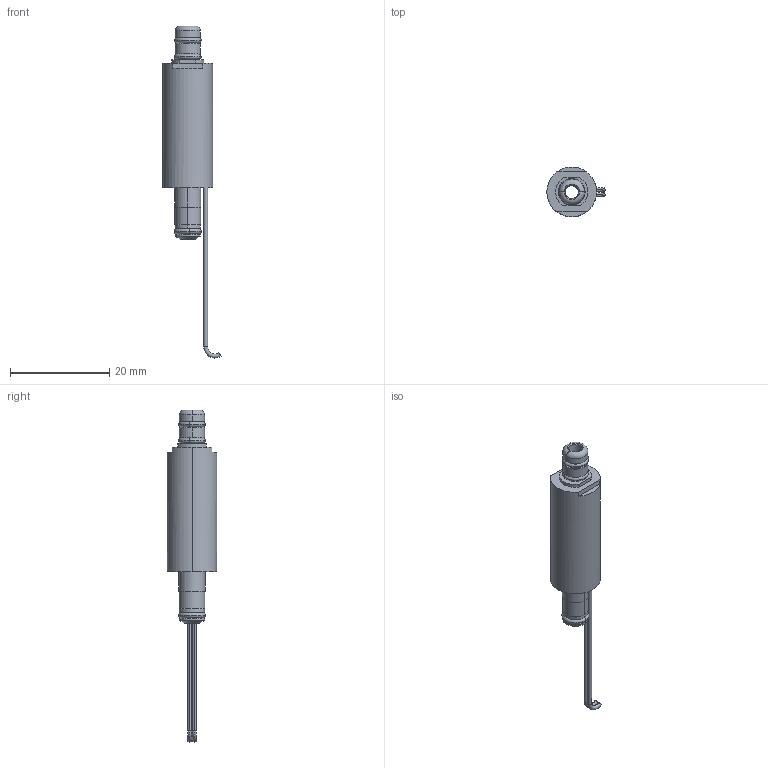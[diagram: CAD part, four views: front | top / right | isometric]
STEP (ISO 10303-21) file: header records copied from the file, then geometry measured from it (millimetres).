
FILE_DESCRIPTION (( 'STEP AP214' ), '1' );
FILE_NAME ('Axialventil_WK.STEP', '2016-04-25T12:27:00', ( 'Hermann' ), ( '' ), 'SwSTEP 2.0', 'SolidWorks 2016', '' );
FILE_SCHEMA (( 'AUTOMOTIVE_DESIGN' ));
Length unit declared in the file: millimetre
Products named in the file (1): Axialventil_WK
Bounding box: 11.71 x 10 x 66.75 mm (x, y, z)
Surface area: 2400.7 mm2 (no closed solid volume)
Topology: 0 solids, 12 shells, 101 faces, 260 edges, 174 vertices
Faces by surface type: torus 38, cylinder 32, plane 23, cone 6, bspline 2
Entity records: 4465 total; most frequent: CARTESIAN_POINT 778, DIRECTION 623, ORIENTED_EDGE 447, AXIS2_PLACEMENT_3D 279, EDGE_CURVE 260, CIRCLE 179, VERTEX_POINT 174, EDGE_LOOP 115
